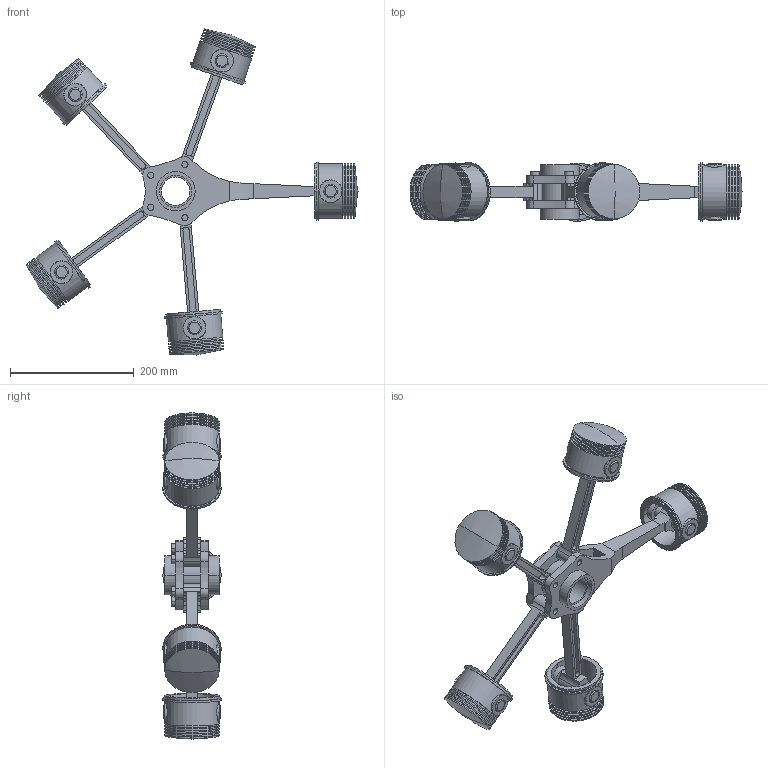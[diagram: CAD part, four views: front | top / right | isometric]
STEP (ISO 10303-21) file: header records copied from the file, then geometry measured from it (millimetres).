
FILE_DESCRIPTION((''),'2;1');
FILE_NAME('ASM_ASM','2019-06-24T12:46:03',('Tanishq'),(''),'CREO PARAMETRIC BY PTC INC, 2018050','CREO PARAMETRIC BY PTC INC, 2018050','');
FILE_SCHEMA(('CONFIG_CONTROL_DESIGN'));
Length unit declared in the file: millimetre
Products named in the file (9): MASTER_ROD; PISTON; PISTON_RING; PISTON_PIN; PISTON_PIN_PLUG; MASTER_ROD_BEARING; ARTICULATED_ROD; LINK_PIN; ASM_ASM
Assembly tree (35 placements, depth 2):
  ASM_ASM
    MASTER_ROD
    PISTON  x5
    PISTON_RING  x5
    PISTON_PIN  x5
    PISTON_PIN_PLUG  x10
    MASTER_ROD_BEARING
    ARTICULATED_ROD  x4
    LINK_PIN  x4
Bounding box: 535.62 x 94 x 526.18 mm (x, y, z)
Volume: 1506856.7 mm3; surface area: 596562.1 mm2
Topology: 35 solids, 35 shells, 667 faces, 1487 edges, 951 vertices
Faces by surface type: cylinder 388, plane 249, torus 20, sphere 10
Entity records: 6305 total; most frequent: CARTESIAN_POINT 1289, DIRECTION 1119, ORIENTED_EDGE 906, AXIS2_PLACEMENT_3D 467, EDGE_CURVE 453, VERTEX_POINT 296, EDGE_LOOP 237, CIRCLE 235
